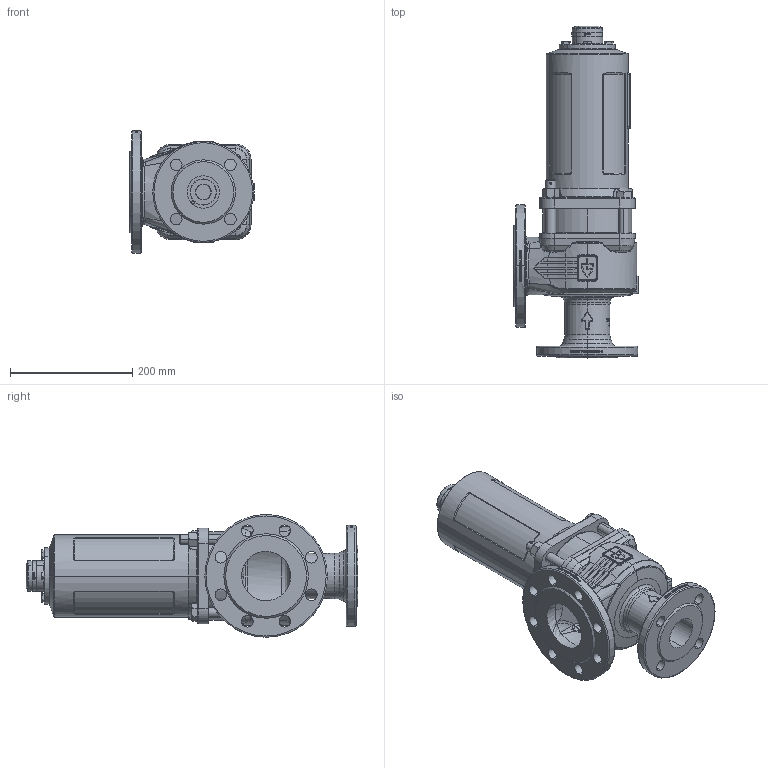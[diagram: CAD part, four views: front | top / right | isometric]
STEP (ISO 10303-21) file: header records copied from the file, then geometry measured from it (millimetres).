
FILE_DESCRIPTION (( 'STEP AP214' ), '1' );
FILE_NAME ('355TBGFO_50_FLFL_5080 MD.STEP', '2020-08-06T06:46:24', ( '' ), ( '' ), 'SwSTEP 2.0', 'SolidWorks 2020', '' );
FILE_SCHEMA (( 'AUTOMOTIVE_DESIGN' ));
Length unit declared in the file: millimetre
Products named in the file (1): 355TBGFO_50_FLFL_5080 MD
Bounding box: 203.1 x 542 x 200 mm (x, y, z)
Volume: 2854401.2 mm3; surface area: 662029.9 mm2
Topology: 16 solids, 16 shells, 2009 faces, 5466 edges, 3659 vertices
Faces by surface type: bspline 685, plane 501, cylinder 482, cone 221, torus 113, sphere 7
Entity records: 164898 total; most frequent: CARTESIAN_POINT 97141, ORIENTED_EDGE 10834, DIRECTION 7461, EDGE_CURVE 5417, VERTEX_POINT 3659, AXIS2_PLACEMENT_3D 2987, EDGE_LOOP 2298, B_SPLINE_CURVE_WITH_KNOTS 2220
